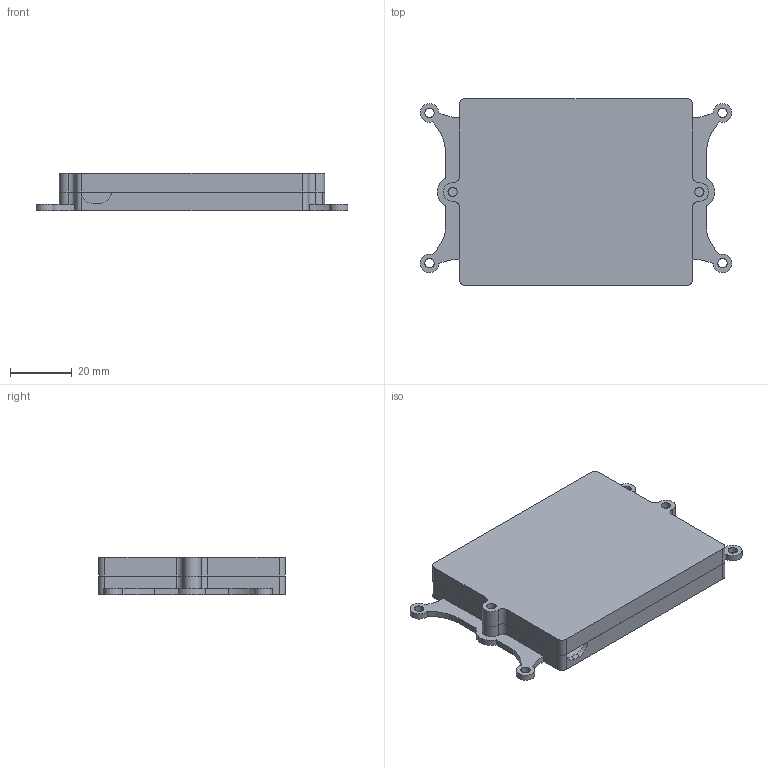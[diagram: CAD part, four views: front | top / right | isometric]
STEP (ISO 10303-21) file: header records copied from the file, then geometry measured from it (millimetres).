
FILE_DESCRIPTION(/* description */ (''),/* implementation_level */ '2;1');
FILE_NAME(/* name */ 'bat case v9.step',/* time_stamp */ '2022-05-24T17:29:31+01:00',/* author */ (''),/* organization */ (''),/* preprocessor_version */ 'ST-DEVELOPER v19',/* originating_system */ 'Autodesk Translation Framework v11.7.0.108',/* authorisation */ '');
FILE_SCHEMA (('AUTOMOTIVE_DESIGN { 1 0 10303 214 3 1 1 }'));
Length unit declared in the file: millimetre
Products named in the file (1): bat case
Bounding box: 100.7 x 60.4 x 12 mm (x, y, z)
Volume: 20010.6 mm3; surface area: 26166 mm2
Topology: 4 solids, 4 shells, 102 faces, 269 edges, 179 vertices
Faces by surface type: cylinder 57, plane 45
Full cylindrical faces by diameter (mm): 3 x9
Entity records: 3255 total; most frequent: DIRECTION 589, CARTESIAN_POINT 554, ORIENTED_EDGE 538, EDGE_CURVE 269, AXIS2_PLACEMENT_3D 218, VERTEX_POINT 179, LINE 153, VECTOR 153
